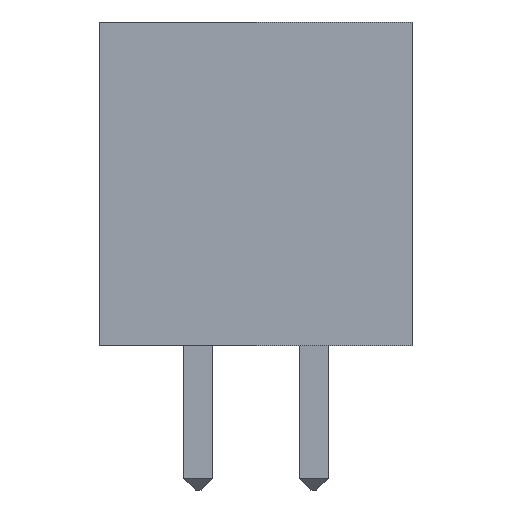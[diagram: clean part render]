
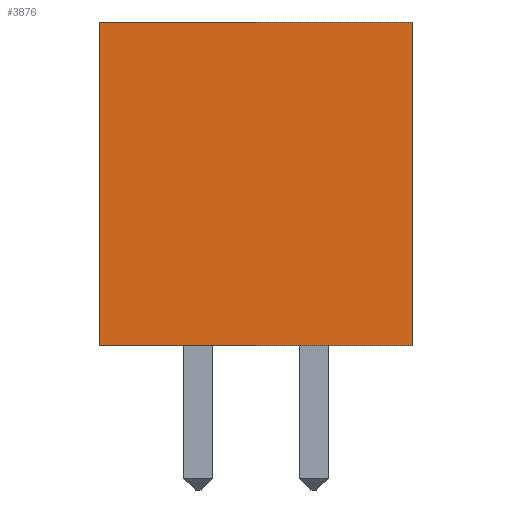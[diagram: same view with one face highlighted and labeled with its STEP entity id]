
A CAD part, left-side view. The second image highlights one B-rep face of the part: STEP entity #3876.
In plain terms, the highlighted planar face has unit normal (-1, 0, 0).
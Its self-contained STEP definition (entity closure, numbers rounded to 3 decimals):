
#125 = ORIENTED_EDGE ( 'NONE', *, *, #5585, .F. ) ;
#596 = ORIENTED_EDGE ( 'NONE', *, *, #4136, .T. ) ;
#999 = LINE ( 'NONE', #3240, #5352 ) ;
#1453 = CARTESIAN_POINT ( 'NONE',  ( -10.4, 2.7, 0. ) ) ;
#1514 = ORIENTED_EDGE ( 'NONE', *, *, #3381, .F. ) ;
#1601 = PLANE ( 'NONE',  #5621 ) ;
#1628 = CARTESIAN_POINT ( 'NONE',  ( -10.4, 2.7, 0. ) ) ;
#1640 = VERTEX_POINT ( 'NONE', #3555 ) ;
#2489 = CARTESIAN_POINT ( 'NONE',  ( -10.4, 2.7, 0. ) ) ;
#2571 = DIRECTION ( 'NONE',  ( 0., 0., 1. ) ) ;
#2769 = VERTEX_POINT ( 'NONE', #2995 ) ;
#2789 = DIRECTION ( 'NONE',  ( 0., -1., 0. ) ) ;
#2990 = EDGE_CURVE ( 'NONE', #3391, #2769, #4930, .T. ) ;
#2995 = CARTESIAN_POINT ( 'NONE',  ( -10.4, -2.7, 0. ) ) ;
#3240 = CARTESIAN_POINT ( 'NONE',  ( -10.4, -2.7, 0. ) ) ;
#3381 = EDGE_CURVE ( 'NONE', #1640, #3664, #5557, .T. ) ;
#3391 = VERTEX_POINT ( 'NONE', #1453 ) ;
#3555 = CARTESIAN_POINT ( 'NONE',  ( -10.4, 2.7, 5.6 ) ) ;
#3664 = VERTEX_POINT ( 'NONE', #5025 ) ;
#3876 = ADVANCED_FACE ( 'NONE', ( #8382 ), #1601, .T. ) ;
#4006 = ORIENTED_EDGE ( 'NONE', *, *, #2990, .T. ) ;
#4136 = EDGE_CURVE ( 'NONE', #2769, #3664, #999, .T. ) ;
#4816 = DIRECTION ( 'NONE',  ( -1., 0., 0. ) ) ;
#4930 = LINE ( 'NONE', #6918, #8181 ) ;
#4948 = DIRECTION ( 'NONE',  ( 0., 0., 1. ) ) ;
#5025 = CARTESIAN_POINT ( 'NONE',  ( -10.4, -2.7, 5.6 ) ) ;
#5352 = VECTOR ( 'NONE', #7253, 1000. ) ;
#5557 = LINE ( 'NONE', #7568, #7191 ) ;
#5585 = EDGE_CURVE ( 'NONE', #3391, #1640, #7615, .T. ) ;
#5618 = DIRECTION ( 'NONE',  ( 0., -1., 0. ) ) ;
#5621 = AXIS2_PLACEMENT_3D ( 'NONE', #2489, #4816, #2571 ) ;
#6727 = EDGE_LOOP ( 'NONE', ( #4006, #596, #1514, #125 ) ) ;
#6912 = VECTOR ( 'NONE', #4948, 1000. ) ;
#6918 = CARTESIAN_POINT ( 'NONE',  ( -10.4, 2.7, 0. ) ) ;
#7191 = VECTOR ( 'NONE', #2789, 1000. ) ;
#7253 = DIRECTION ( 'NONE',  ( 0., 0., 1. ) ) ;
#7568 = CARTESIAN_POINT ( 'NONE',  ( -10.4, 2.7, 5.6 ) ) ;
#7615 = LINE ( 'NONE', #1628, #6912 ) ;
#8181 = VECTOR ( 'NONE', #5618, 1000. ) ;
#8382 = FACE_OUTER_BOUND ( 'NONE', #6727, .T. ) ;
